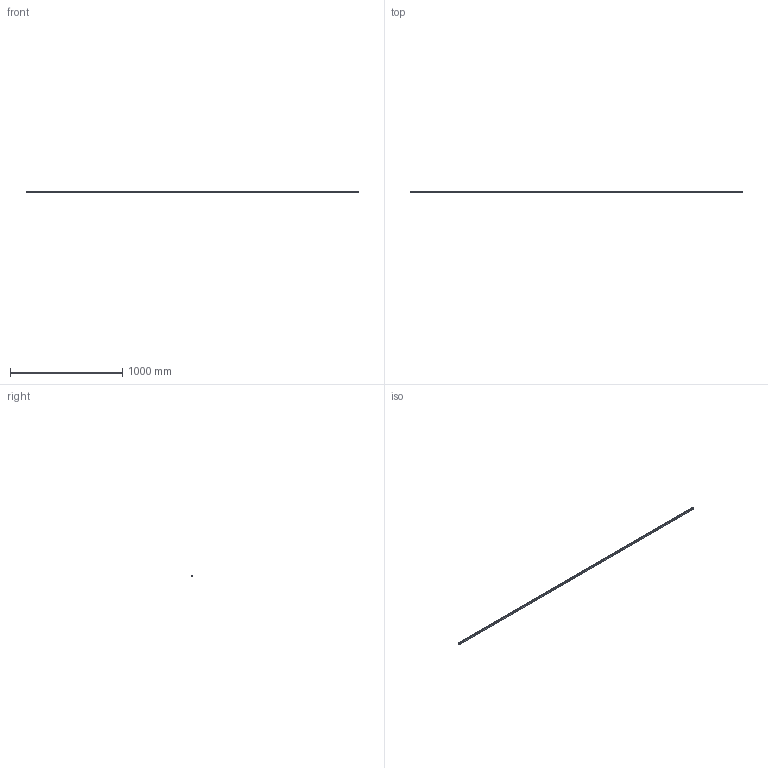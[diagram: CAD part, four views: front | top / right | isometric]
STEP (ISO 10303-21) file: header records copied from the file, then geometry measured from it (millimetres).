
FILE_DESCRIPTION (( 'STEP AP214' ), '1' );
FILE_NAME ('SSR15XTB1SS-2960LYT_G10_0_PB1021B_1451-55_0_0_0.STEP', '2021-06-25T06:23:03', ( '' ), ( '' ), 'SwSTEP 2.0', 'SolidWorks 2021', '' );
FILE_SCHEMA (( 'AUTOMOTIVE_DESIGN' ));
Length unit declared in the file: millimetre
Products named in the file (2): SSR15XTB1SS-2960LYT_G10_0_PB1021B_1451-55_0_0_0; _SSR15XTBY296010Y Track
Assembly tree (1 placements, depth 2):
  SSR15XTB1SS-2960LYT_G10_0_PB1021B_1451-55_0_0_0
    _SSR15XTBY296010Y Track
Bounding box: 2960 x 12.5 x 15 mm (x, y, z)
Volume: 480259.9 mm3; surface area: 180389.9 mm2
Topology: 1 solids, 1 shells, 304 faces, 756 edges, 504 vertices
Faces by surface type: cylinder 208, plane 96
Entity records: 9522 total; most frequent: DIRECTION 1776, CARTESIAN_POINT 1604, ORIENTED_EDGE 1512, EDGE_CURVE 756, AXIS2_PLACEMENT_3D 724, VERTEX_POINT 504, EDGE_LOOP 454, CIRCLE 416
